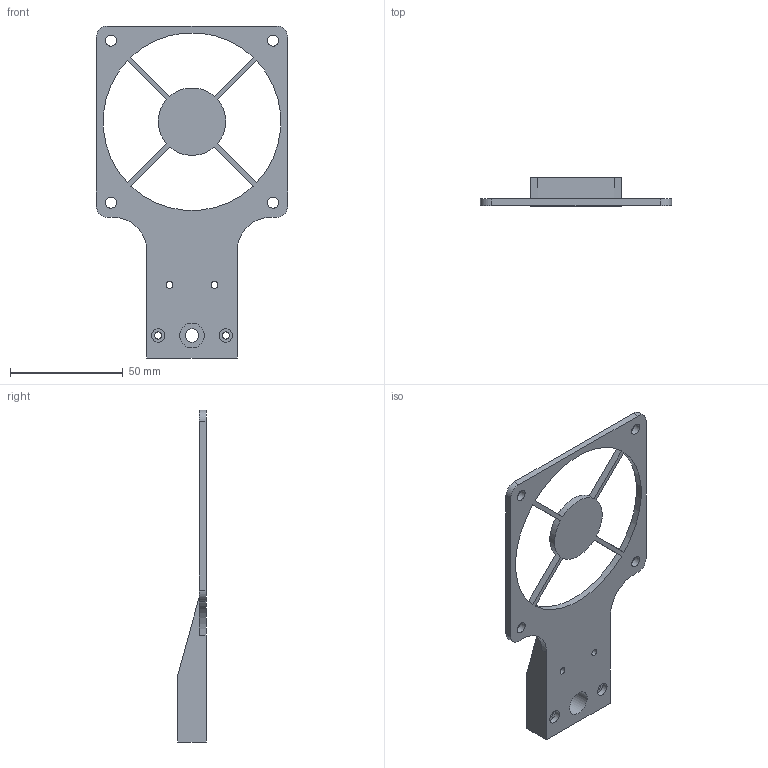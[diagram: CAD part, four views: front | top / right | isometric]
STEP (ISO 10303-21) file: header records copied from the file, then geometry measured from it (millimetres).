
FILE_DESCRIPTION(/* description */ (''),/* implementation_level */ '2;1');
FILE_NAME(/* name */ 'wash_fan_arm v3.step',/* time_stamp */ '2022-02-19T17:48:43+01:00',/* author */ (''),/* organization */ (''),/* preprocessor_version */ 'ST-DEVELOPER v18.1',/* originating_system */ 'Autodesk Translation Framework v10.13.0.1454',/* authorisation */ '');
FILE_SCHEMA (('AUTOMOTIVE_DESIGN { 1 0 10303 214 3 1 1 }'));
Length unit declared in the file: millimetre
Products named in the file (1): wash_fan_arm
Bounding box: 85 x 12.5 x 147.5 mm (x, y, z)
Volume: 28212.2 mm3; surface area: 17083.7 mm2
Topology: 1 solids, 1 shells, 53 faces, 142 edges, 94 vertices
Faces by surface type: plane 27, cylinder 26
Full cylindrical faces by diameter (mm): 3 x2, 3.2 x2, 5 x4, 6 x3, 11 x1
Entity records: 1757 total; most frequent: DIRECTION 302, CARTESIAN_POINT 290, ORIENTED_EDGE 284, EDGE_CURVE 142, AXIS2_PLACEMENT_3D 106, VERTEX_POINT 94, LINE 90, VECTOR 90
